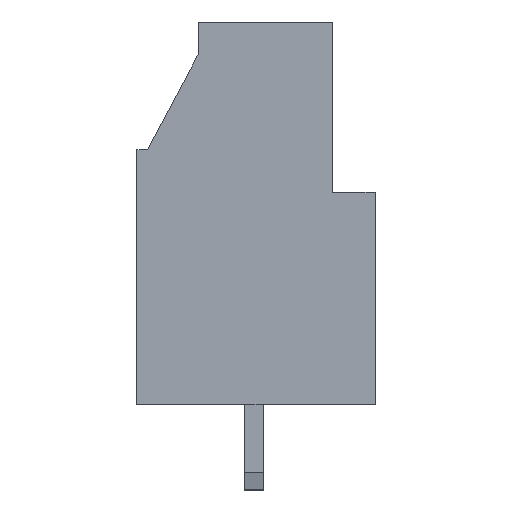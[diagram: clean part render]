
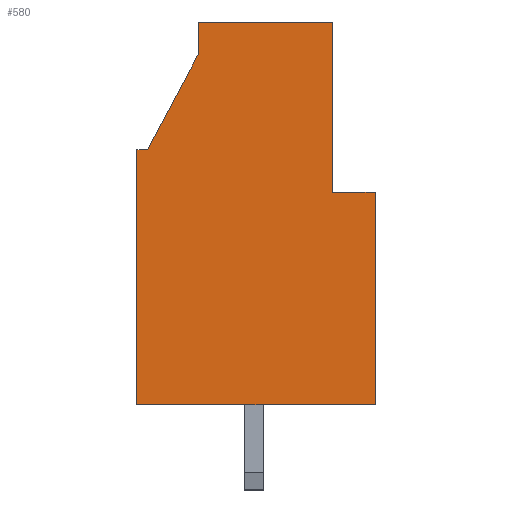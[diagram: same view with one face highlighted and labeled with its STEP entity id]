
A CAD part, front view. The second image highlights one B-rep face of the part: STEP entity #580.
In plain terms, the highlighted planar face has unit normal (0, -1, 0).
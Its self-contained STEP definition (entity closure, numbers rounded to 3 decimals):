
#580 = ADVANCED_FACE( '', ( #1182 ), #1183, .F. );
#1182 = FACE_OUTER_BOUND( '', #1811, .T. );
#1183 = PLANE( '', #1812 );
#1811 = EDGE_LOOP( '', ( #3368, #3369, #3370, #3371, #3372, #3373, #3374, #3375, #3376 ) );
#1812 = AXIS2_PLACEMENT_3D( '', #3377, #3378, #3379 );
#3368 = ORIENTED_EDGE( '', *, *, #4468, .T. );
#3369 = ORIENTED_EDGE( '', *, *, #4169, .T. );
#3370 = ORIENTED_EDGE( '', *, *, #3998, .T. );
#3371 = ORIENTED_EDGE( '', *, *, #4407, .T. );
#3372 = ORIENTED_EDGE( '', *, *, #3911, .T. );
#3373 = ORIENTED_EDGE( '', *, *, #4526, .T. );
#3374 = ORIENTED_EDGE( '', *, *, #4164, .F. );
#3375 = ORIENTED_EDGE( '', *, *, #4549, .F. );
#3376 = ORIENTED_EDGE( '', *, *, #4134, .F. );
#3377 = CARTESIAN_POINT( '', ( 12.32, -2.54, -5.26 ) );
#3378 = DIRECTION( '', ( 0., 1., 0. ) );
#3379 = DIRECTION( '', ( 1., 0., 0. ) );
#3911 = EDGE_CURVE( '', #4682, #4686, #4688, .T. );
#3998 = EDGE_CURVE( '', #4840, #4844, #4846, .T. );
#4134 = EDGE_CURVE( '', #5073, #5075, #5076, .T. );
#4164 = EDGE_CURVE( '', #5122, #5124, #5125, .T. );
#4169 = EDGE_CURVE( '', #5131, #4840, #5132, .T. );
#4407 = EDGE_CURVE( '', #4844, #4682, #5489, .T. );
#4468 = EDGE_CURVE( '', #5073, #5131, #5569, .T. );
#4526 = EDGE_CURVE( '', #4686, #5124, #5644, .T. );
#4549 = EDGE_CURVE( '', #5075, #5122, #5670, .T. );
#4682 = VERTEX_POINT( '', #5824 );
#4686 = VERTEX_POINT( '', #5830 );
#4688 = LINE( '', #5833, #5834 );
#4840 = VERTEX_POINT( '', #6048 );
#4844 = VERTEX_POINT( '', #6054 );
#4846 = LINE( '', #6057, #6058 );
#5073 = VERTEX_POINT( '', #6390 );
#5075 = VERTEX_POINT( '', #6393 );
#5076 = LINE( '', #6394, #6395 );
#5122 = VERTEX_POINT( '', #6461 );
#5124 = VERTEX_POINT( '', #6464 );
#5125 = LINE( '', #6465, #6466 );
#5131 = VERTEX_POINT( '', #6475 );
#5132 = LINE( '', #6476, #6477 );
#5489 = LINE( '', #7012, #7013 );
#5569 = LINE( '', #7130, #7131 );
#5644 = LINE( '', #7240, #7241 );
#5670 = LINE( '', #7279, #7280 );
#5824 = CARTESIAN_POINT( '', ( 9.2, -2.54, 10. ) );
#5830 = CARTESIAN_POINT( '', ( 9.2, -2.54, 18. ) );
#5833 = CARTESIAN_POINT( '', ( 9.2, -2.54, -1. ) );
#5834 = VECTOR( '', #7424, 1000. );
#6048 = CARTESIAN_POINT( '', ( 11.2, -2.54, 0. ) );
#6054 = CARTESIAN_POINT( '', ( 11.2, -2.54, 10. ) );
#6057 = CARTESIAN_POINT( '', ( 11.2, -2.54, -1. ) );
#6058 = VECTOR( '', #7508, 1000. );
#6390 = CARTESIAN_POINT( '', ( 0., -2.54, 12. ) );
#6393 = CARTESIAN_POINT( '', ( 0.5, -2.54, 12. ) );
#6394 = CARTESIAN_POINT( '', ( 5.35, -2.54, 12. ) );
#6395 = VECTOR( '', #7618, 1000. );
#6461 = CARTESIAN_POINT( '', ( 2.9, -2.54, 16.5 ) );
#6464 = CARTESIAN_POINT( '', ( 2.9, -2.54, 18. ) );
#6465 = CARTESIAN_POINT( '', ( 2.9, -2.54, -1. ) );
#6466 = VECTOR( '', #7646, 1000. );
#6475 = CARTESIAN_POINT( '', ( 0., -2.54, 0. ) );
#6476 = CARTESIAN_POINT( '', ( 5.35, -2.54, 0. ) );
#6477 = VECTOR( '', #7650, 1000. );
#7012 = CARTESIAN_POINT( '', ( 5.35, -2.54, 10. ) );
#7013 = VECTOR( '', #7853, 1000. );
#7130 = CARTESIAN_POINT( '', ( 0., -2.54, -1. ) );
#7131 = VECTOR( '', #7909, 1000. );
#7240 = CARTESIAN_POINT( '', ( 5.35, -2.54, 18. ) );
#7241 = VECTOR( '', #7962, 1000. );
#7279 = CARTESIAN_POINT( '', ( -6.433, -2.54, -1. ) );
#7280 = VECTOR( '', #7981, 1000. );
#7424 = DIRECTION( '', ( 0., 0., 1. ) );
#7508 = DIRECTION( '', ( 0., 0., 1. ) );
#7618 = DIRECTION( '', ( 1., 0., 0. ) );
#7646 = DIRECTION( '', ( 0., 0., 1. ) );
#7650 = DIRECTION( '', ( 1., 0., 0. ) );
#7853 = DIRECTION( '', ( -1., 0., 0. ) );
#7909 = DIRECTION( '', ( 0., 0., -1. ) );
#7962 = DIRECTION( '', ( -1., 0., 0. ) );
#7981 = DIRECTION( '', ( 0.471, 0., 0.882 ) );
